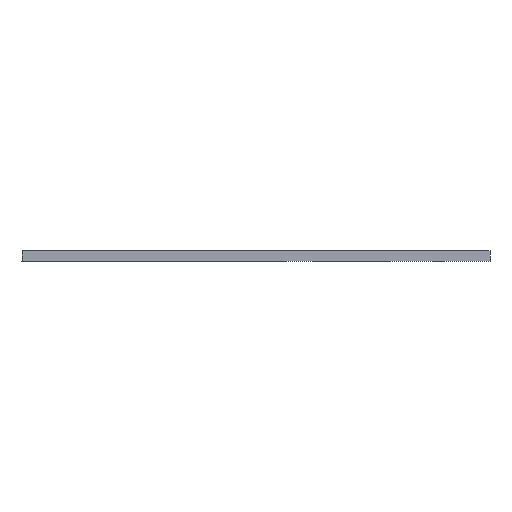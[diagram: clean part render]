
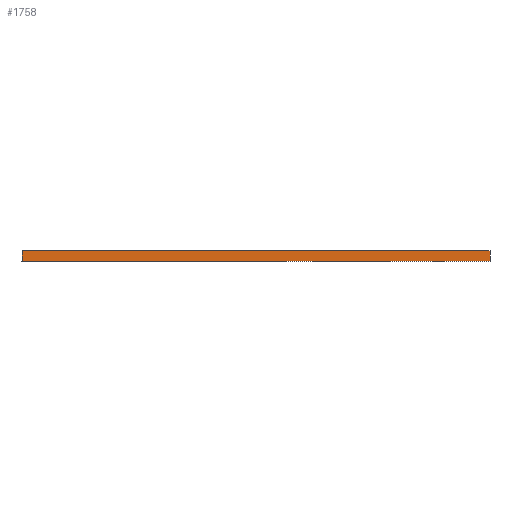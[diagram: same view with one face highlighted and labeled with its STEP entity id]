
A CAD part, front view. The second image highlights one B-rep face of the part: STEP entity #1758.
In plain terms, the highlighted planar face has unit normal (0, -1, 0).
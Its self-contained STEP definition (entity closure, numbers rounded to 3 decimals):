
#244=FACE_OUTER_BOUND('',#330,.T.);
#330=EDGE_LOOP('',(#1451,#1452,#1453,#1454));
#526=LINE('',#2938,#698);
#527=LINE('',#2941,#699);
#528=LINE('',#2943,#700);
#529=LINE('',#2944,#701);
#698=VECTOR('',#2430,10.);
#699=VECTOR('',#2433,10.);
#700=VECTOR('',#2434,10.);
#701=VECTOR('',#2435,10.);
#867=VERTEX_POINT('',#2931);
#870=VERTEX_POINT('',#2936);
#871=VERTEX_POINT('',#2940);
#872=VERTEX_POINT('',#2942);
#1118=EDGE_CURVE('',#867,#870,#526,.T.);
#1119=EDGE_CURVE('',#871,#867,#527,.T.);
#1120=EDGE_CURVE('',#872,#870,#528,.T.);
#1121=EDGE_CURVE('',#871,#872,#529,.T.);
#1451=ORIENTED_EDGE('',*,*,#1119,.T.);
#1452=ORIENTED_EDGE('',*,*,#1118,.T.);
#1453=ORIENTED_EDGE('',*,*,#1120,.F.);
#1454=ORIENTED_EDGE('',*,*,#1121,.F.);
#1672=PLANE('',#1938);
#1758=ADVANCED_FACE('',(#244),#1672,.T.);
#1938=AXIS2_PLACEMENT_3D('',#2939,#2431,#2432);
#2430=DIRECTION('',(0.,0.,1.));
#2431=DIRECTION('center_axis',(0.,-1.,0.));
#2432=DIRECTION('ref_axis',(1.,0.,0.));
#2433=DIRECTION('',(1.,0.,0.));
#2434=DIRECTION('',(1.,0.,0.));
#2435=DIRECTION('',(0.,0.,1.));
#2931=CARTESIAN_POINT('',(109.882,-146.13,0.));
#2936=CARTESIAN_POINT('',(109.882,-146.13,3.));
#2938=CARTESIAN_POINT('',(109.882,-146.13,0.));
#2939=CARTESIAN_POINT('Origin',(-20.027,-146.13,0.));
#2940=CARTESIAN_POINT('',(-20.027,-146.13,0.));
#2941=CARTESIAN_POINT('',(-20.027,-146.13,0.));
#2942=CARTESIAN_POINT('',(-20.027,-146.13,3.));
#2943=CARTESIAN_POINT('',(-20.027,-146.13,3.));
#2944=CARTESIAN_POINT('',(-20.027,-146.13,0.));
